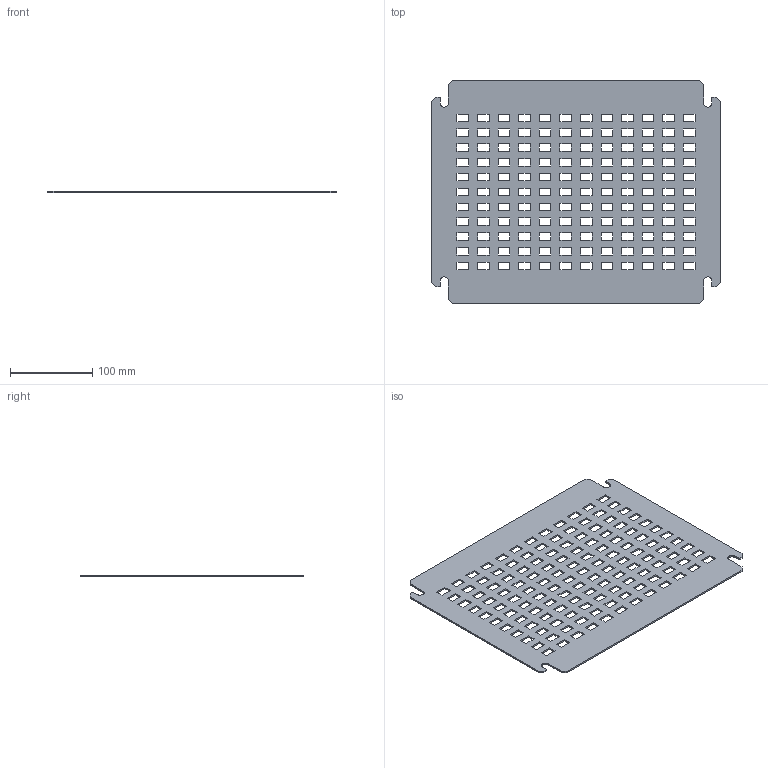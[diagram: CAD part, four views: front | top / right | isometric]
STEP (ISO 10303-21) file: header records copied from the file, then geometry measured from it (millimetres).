
FILE_DESCRIPTION(/* description */ (''),/* implementation_level */ '2;1');
FILE_NAME(/* name */ 'PLU3040.stp',/* time_stamp */ '2019-11-12T13:20:29+01:00',/* author */ (''),/* organization */ (''),/* preprocessor_version */ 'ST-DEVELOPER v15',/* originating_system */ 'SIEMENS PLM Software NX 9.0',/* authorisation */ '');
FILE_SCHEMA (('CONFIG_CONTROL_DESIGN'));
Length unit declared in the file: millimetre
Products named in the file (1): 500.P027.06_01
Bounding box: 350 x 270 x 2 mm (x, y, z)
Volume: 151461.8 mm3; surface area: 166196.6 mm2
Topology: 1 solids, 1 shells, 558 faces, 1668 edges, 1112 vertices
Faces by surface type: plane 554, cylinder 4
Entity records: 18992 total; most frequent: CARTESIAN_POINT 3339, ORIENTED_EDGE 3336, DIRECTION 2794, EDGE_CURVE 1668, LINE 1660, VECTOR 1660, VERTEX_POINT 1112, EDGE_LOOP 822
